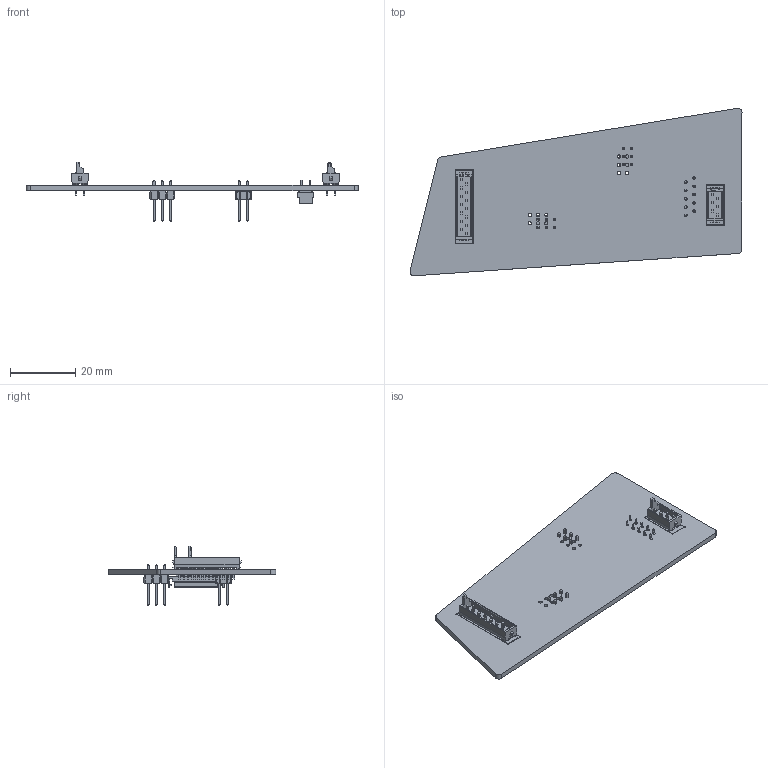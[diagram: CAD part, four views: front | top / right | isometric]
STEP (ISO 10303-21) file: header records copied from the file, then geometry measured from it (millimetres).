
FILE_DESCRIPTION(('FreeCAD Model'),'2;1');
FILE_NAME('dashboard_rev2.step','2018-02-08T16:11:01',('kicad StepUp'),( 'ksu MCAD'),'Open CASCADE STEP processor 6.8','FreeCAD','Unknown');
FILE_SCHEMA(('AUTOMOTIVE_DESIGN_CC2 { 1 2 10303 214 -1 1 5 4 }'));
Length unit declared in the file: millimetre
Products named in the file (6): Pcb; micromatch_10_vert_; micro-14-male-vert047_; mm-6-vert-male_; Header_Straight_2x012_; Header_Straight_2x012_001
Bounding box: 101.6 x 51.27 x 18.1 mm (x, y, z)
Volume: 6943.2 mm3; surface area: 10851.7 mm2
Topology: 82 solids, 90 shells, 2053 faces, 5292 edges, 3494 vertices
Faces by surface type: plane 1513, cylinder 504, bspline 36
Full cylindrical faces by diameter (mm): 0.8 x90, 0.81 x20, 1.016 x12, 1.3 x40
Entity records: 70293 total; most frequent: CARTESIAN_POINT 12372, ORIENTED_EDGE 10552, DIRECTION 9352, EDGE_CURVE 5292, VERTEX_POINT 3494, LINE 3268, VECTOR 3268, AXIS2_PLACEMENT_3D 3042
